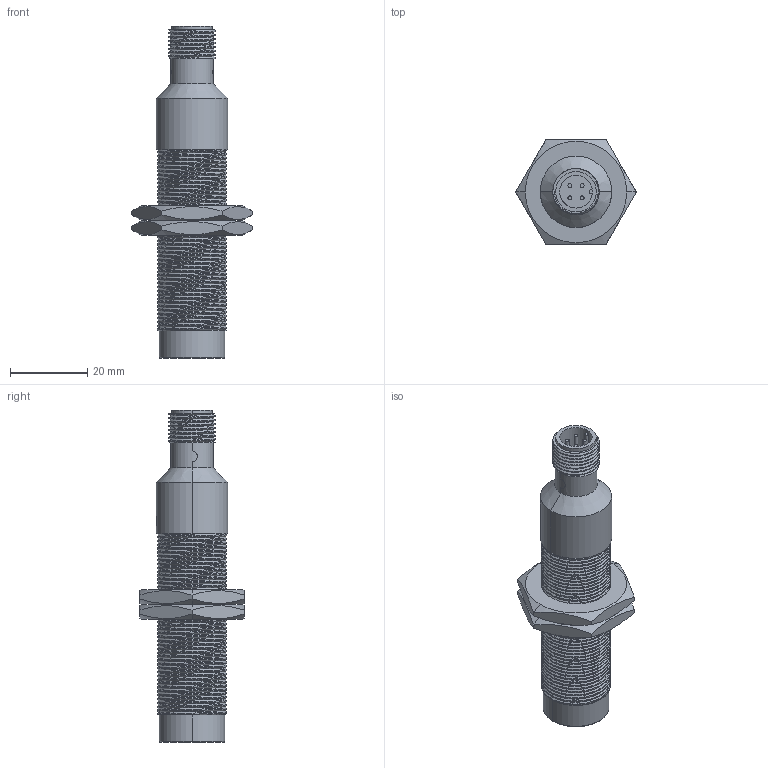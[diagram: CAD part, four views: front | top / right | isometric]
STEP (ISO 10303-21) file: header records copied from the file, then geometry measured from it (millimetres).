
FILE_DESCRIPTION((''),'2;1');
FILE_NAME('M18-___________ASM','2020-12-23T',('Gavin'),(''),'PRO/ENGINEER BY PARAMETRIC TECHNOLOGY CORPORATION, 2009440','PRO/ENGINEER BY PARAMETRIC TECHNOLOGY CORPORATION, 2009440','');
FILE_SCHEMA(('CONFIG_CONTROL_DESIGN'));
Length unit declared in the file: millimetre
Products named in the file (4): _M18X1_____-___________1_-5030; ____-____2; _M18X1_____-___________1_-38252; M18-___________ASM
Assembly tree (3 placements, depth 2):
  M18-___________ASM
    _M18X1_____-___________1_-5030
    ____-____2
    _M18X1_____-___________1_-38252
Bounding box: 31.18 x 27 x 86 mm (x, y, z)
Volume: 21365.8 mm3; surface area: 9584.3 mm2
Topology: 3 solids, 3 shells, 214 faces, 580 edges, 382 vertices
Faces by surface type: cylinder 155, plane 31, cone 18, bspline 8, torus 2
Entity records: 33115 total; most frequent: CARTESIAN_POINT 28152, ORIENTED_EDGE 1160, DIRECTION 785, EDGE_CURVE 580, VERTEX_POINT 382, B_SPLINE_CURVE_WITH_KNOTS 305, AXIS2_PLACEMENT_3D 297, EDGE_LOOP 232
